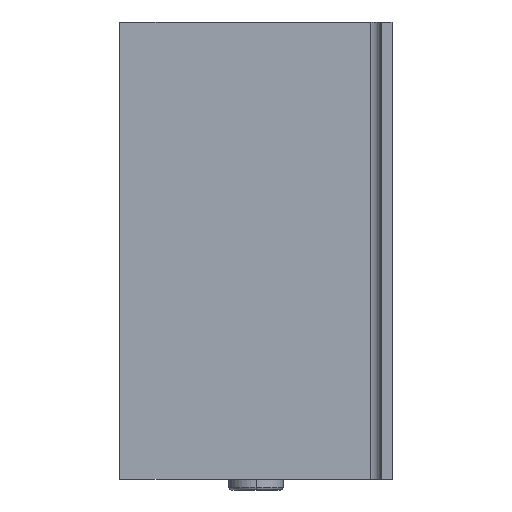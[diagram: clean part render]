
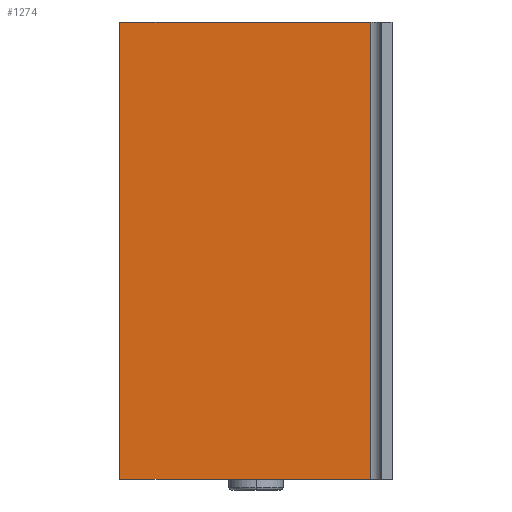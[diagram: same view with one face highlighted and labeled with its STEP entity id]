
A CAD part, left-side view. The second image highlights one B-rep face of the part: STEP entity #1274.
In plain terms, the highlighted planar face has unit normal (-1, 0, 0).
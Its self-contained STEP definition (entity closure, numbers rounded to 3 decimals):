
#88 = CARTESIAN_POINT ( 'NONE',  ( -72.4, -10.5, 42. ) ) ;
#136 = CARTESIAN_POINT ( 'NONE',  ( -72.4, 12.5, 42. ) ) ;
#239 = DIRECTION ( 'NONE',  ( 0., 0., -1. ) ) ;
#294 = DIRECTION ( 'NONE',  ( 0., 0., -1. ) ) ;
#363 = CARTESIAN_POINT ( 'NONE',  ( -72.4, 12.5, 42. ) ) ;
#478 = ORIENTED_EDGE ( 'NONE', *, *, #499, .T. ) ;
#499 = EDGE_CURVE ( 'NONE', #1092, #587, #1862, .T. ) ;
#587 = VERTEX_POINT ( 'NONE', #1408 ) ;
#595 = PLANE ( 'NONE',  #1252 ) ;
#655 = DIRECTION ( 'NONE',  ( 0., -1., 0. ) ) ;
#673 = CARTESIAN_POINT ( 'NONE',  ( -72.4, -12.5, 42. ) ) ;
#707 = VECTOR ( 'NONE', #655, 1000. ) ;
#793 = DIRECTION ( 'NONE',  ( 0., -1., 0. ) ) ;
#879 = CARTESIAN_POINT ( 'NONE',  ( -72.4, 12.5, 0. ) ) ;
#1032 = VERTEX_POINT ( 'NONE', #136 ) ;
#1092 = VERTEX_POINT ( 'NONE', #879 ) ;
#1118 = DIRECTION ( 'NONE',  ( 1., 0., 0. ) ) ;
#1130 = EDGE_LOOP ( 'NONE', ( #478, #2017, #1694, #1500 ) ) ;
#1133 = EDGE_CURVE ( 'NONE', #1032, #1092, #1422, .T. ) ;
#1252 = AXIS2_PLACEMENT_3D ( 'NONE', #1478, #1118, #294 ) ;
#1274 = ADVANCED_FACE ( 'NONE', ( #1297 ), #595, .F. ) ;
#1297 = FACE_OUTER_BOUND ( 'NONE', #1130, .T. ) ;
#1353 = VERTEX_POINT ( 'NONE', #88 ) ;
#1376 = EDGE_CURVE ( 'NONE', #1353, #587, #2151, .T. ) ;
#1408 = CARTESIAN_POINT ( 'NONE',  ( -72.4, -10.5, 0. ) ) ;
#1422 = LINE ( 'NONE', #363, #1652 ) ;
#1478 = CARTESIAN_POINT ( 'NONE',  ( -72.4, -12.5, 42. ) ) ;
#1500 = ORIENTED_EDGE ( 'NONE', *, *, #1133, .T. ) ;
#1639 = VECTOR ( 'NONE', #1904, 1000. ) ;
#1652 = VECTOR ( 'NONE', #239, 1000. ) ;
#1669 = EDGE_CURVE ( 'NONE', #1032, #1353, #1684, .T. ) ;
#1684 = LINE ( 'NONE', #673, #707 ) ;
#1694 = ORIENTED_EDGE ( 'NONE', *, *, #1669, .F. ) ;
#1862 = LINE ( 'NONE', #1998, #2120 ) ;
#1904 = DIRECTION ( 'NONE',  ( 0., 0., -1. ) ) ;
#1998 = CARTESIAN_POINT ( 'NONE',  ( -72.4, -12.5, 0. ) ) ;
#2017 = ORIENTED_EDGE ( 'NONE', *, *, #1376, .F. ) ;
#2120 = VECTOR ( 'NONE', #793, 1000. ) ;
#2151 = LINE ( 'NONE', #2237, #1639 ) ;
#2237 = CARTESIAN_POINT ( 'NONE',  ( -72.4, -10.5, 42. ) ) ;
